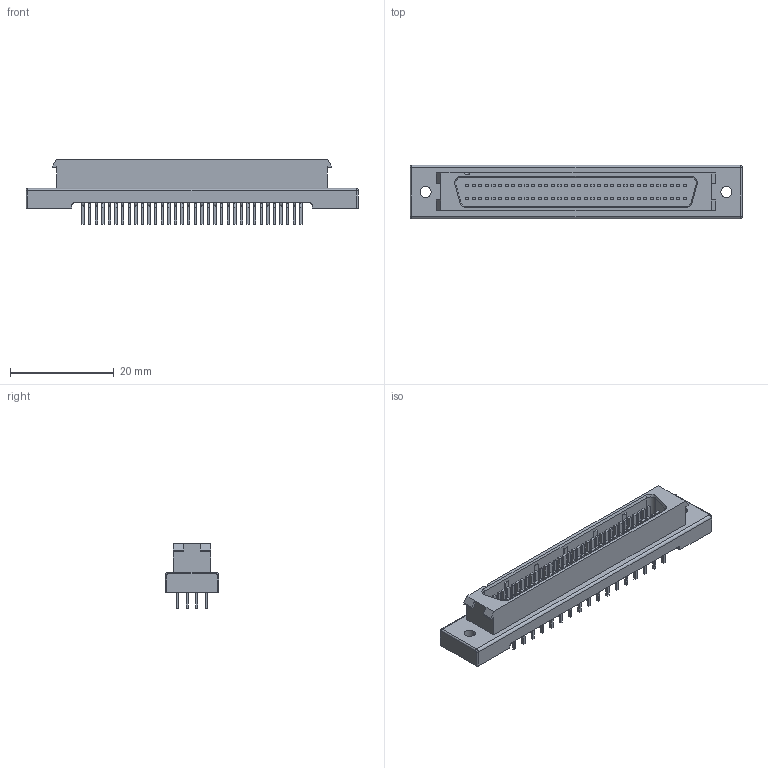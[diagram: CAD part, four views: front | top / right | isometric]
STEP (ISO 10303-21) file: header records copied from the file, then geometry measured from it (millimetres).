
FILE_DESCRIPTION((''),'2;1');
FILE_NAME('C-2-5174339-5','2018-08-01T',('workeradm'),('TE Connectivity Ltd.'),'CREO PARAMETRIC BY PTC INC, 2016050','CREO PARAMETRIC BY PTC INC, 2016050','');
FILE_SCHEMA(('AUTOMOTIVE_DESIGN { 1 0 10303 214 1 1 1 1 }'));
Length unit declared in the file: millimetre
Products named in the file (1): C-2-5174339-5
Bounding box: 63.91 x 10.3 x 12.4 mm (x, y, z)
Volume: 2894.5 mm3; surface area: 4063.1 mm2
Topology: 1 solids, 1 shells, 1126 faces, 2938 edges, 1952 vertices
Faces by surface type: plane 825, cylinder 292, bspline 5, cone 4
Entity records: 34607 total; most frequent: CARTESIAN_POINT 6105, ORIENTED_EDGE 5876, DIRECTION 5774, EDGE_CURVE 2938, VECTOR 2344, LINE 2344, VERTEX_POINT 1952, AXIS2_PLACEMENT_3D 1715
